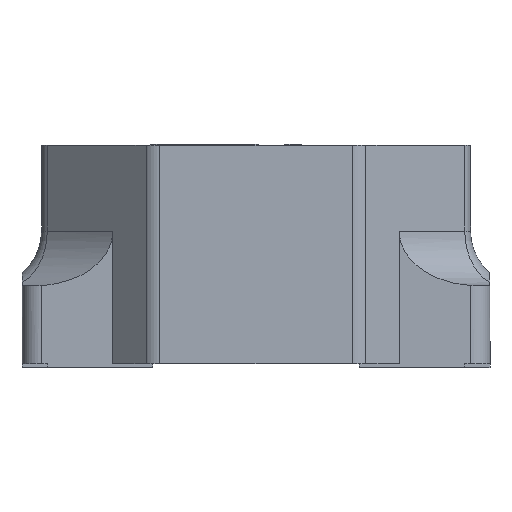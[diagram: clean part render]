
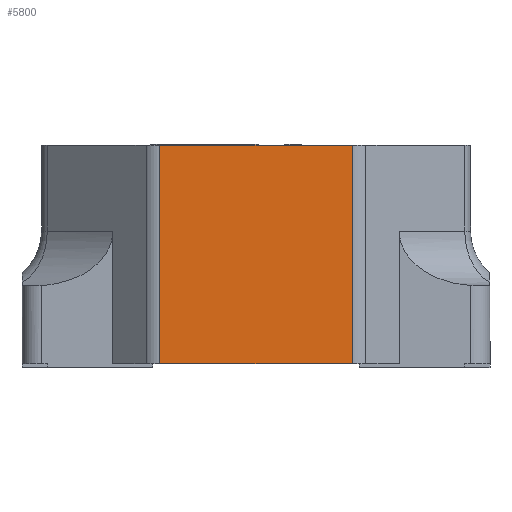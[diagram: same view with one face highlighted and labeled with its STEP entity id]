
A CAD part, left-side view. The second image highlights one B-rep face of the part: STEP entity #5800.
In plain terms, the highlighted planar face has unit normal (-1, 0, 0).
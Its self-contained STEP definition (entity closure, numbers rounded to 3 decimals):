
#126 = LINE ( 'NONE', #1014, #1755 ) ;
#166 = LINE ( 'NONE', #1970, #5611 ) ;
#219 = LINE ( 'NONE', #1614, #3050 ) ;
#224 = EDGE_CURVE ( 'NONE', #3714, #2656, #3359, .T. ) ;
#331 = VERTEX_POINT ( 'NONE', #3990 ) ;
#695 = DIRECTION ( 'NONE',  ( 0., 0., -1. ) ) ;
#863 = CARTESIAN_POINT ( 'NONE',  ( -3., -1.336, 2.8 ) ) ;
#871 = CARTESIAN_POINT ( 'NONE',  ( -3., -1.232, 0. ) ) ;
#1014 = CARTESIAN_POINT ( 'NONE',  ( -3., -1.336, 2.8 ) ) ;
#1198 = VECTOR ( 'NONE', #5139, 1000. ) ;
#1321 = EDGE_CURVE ( 'NONE', #331, #5631, #219, .T. ) ;
#1392 = DIRECTION ( 'NONE',  ( 1., 0., 0. ) ) ;
#1473 = EDGE_LOOP ( 'NONE', ( #4410, #5252, #2929, #5036 ) ) ;
#1614 = CARTESIAN_POINT ( 'NONE',  ( -3., 1.232, 2.8 ) ) ;
#1755 = VECTOR ( 'NONE', #2885, 1000. ) ;
#1970 = CARTESIAN_POINT ( 'NONE',  ( -3., -1.336, 0. ) ) ;
#2656 = VERTEX_POINT ( 'NONE', #4044 ) ;
#2885 = DIRECTION ( 'NONE',  ( 0., -1., 0. ) ) ;
#2929 = ORIENTED_EDGE ( 'NONE', *, *, #5576, .F. ) ;
#3048 = PLANE ( 'NONE',  #3059 ) ;
#3050 = VECTOR ( 'NONE', #695, 1000. ) ;
#3059 = AXIS2_PLACEMENT_3D ( 'NONE', #863, #1392, #3183 ) ;
#3183 = DIRECTION ( 'NONE',  ( 0., 1., 0. ) ) ;
#3359 = LINE ( 'NONE', #3388, #1198 ) ;
#3388 = CARTESIAN_POINT ( 'NONE',  ( -3., -1.232, 2.8 ) ) ;
#3714 = VERTEX_POINT ( 'NONE', #871 ) ;
#3757 = DIRECTION ( 'NONE',  ( 0., -1., 0. ) ) ;
#3990 = CARTESIAN_POINT ( 'NONE',  ( -3., 1.232, 2.8 ) ) ;
#4044 = CARTESIAN_POINT ( 'NONE',  ( -3., -1.232, 2.8 ) ) ;
#4202 = EDGE_CURVE ( 'NONE', #5631, #3714, #166, .T. ) ;
#4410 = ORIENTED_EDGE ( 'NONE', *, *, #4202, .T. ) ;
#4583 = CARTESIAN_POINT ( 'NONE',  ( -3., 1.232, 0. ) ) ;
#5036 = ORIENTED_EDGE ( 'NONE', *, *, #1321, .T. ) ;
#5139 = DIRECTION ( 'NONE',  ( 0., 0., 1. ) ) ;
#5252 = ORIENTED_EDGE ( 'NONE', *, *, #224, .T. ) ;
#5316 = FACE_OUTER_BOUND ( 'NONE', #1473, .T. ) ;
#5576 = EDGE_CURVE ( 'NONE', #331, #2656, #126, .T. ) ;
#5611 = VECTOR ( 'NONE', #3757, 1000. ) ;
#5631 = VERTEX_POINT ( 'NONE', #4583 ) ;
#5800 = ADVANCED_FACE ( 'NONE', ( #5316 ), #3048, .F. ) ;
